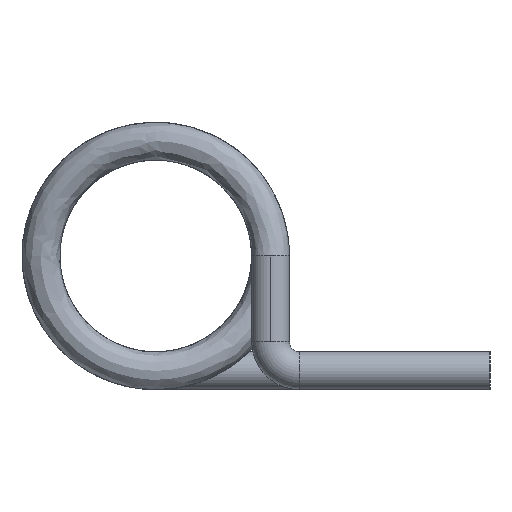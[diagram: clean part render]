
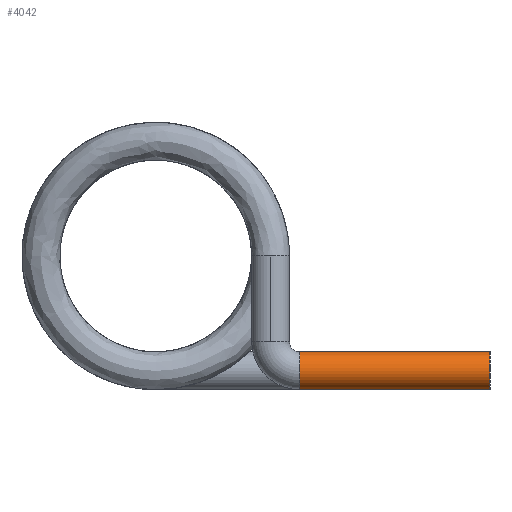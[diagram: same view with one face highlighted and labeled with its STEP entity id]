
A CAD part, left-side view. The second image highlights one B-rep face of the part: STEP entity #4042.
In plain terms, the highlighted cylindrical face has radius 0.645 mm (diameter 1.29 mm), a partial arc.
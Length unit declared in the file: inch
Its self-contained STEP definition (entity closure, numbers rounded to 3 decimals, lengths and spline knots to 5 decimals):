
#109 = DIRECTION ( 'NONE',  ( 0., -1., 0. ) ) ;
#135 = VERTEX_POINT ( 'NONE', #3101 ) ;
#352 = VECTOR ( 'NONE', #109, 39.37008 ) ;
#381 = DIRECTION ( 'NONE',  ( 0., 0., -1. ) ) ;
#400 = FACE_OUTER_BOUND ( 'NONE', #1968, .T. ) ;
#419 = CARTESIAN_POINT ( 'NONE',  ( -0.75, -0.27, -0.18 ) ) ;
#464 = CYLINDRICAL_SURFACE ( 'NONE', #2565, 0.0254 ) ;
#574 = ORIENTED_EDGE ( 'NONE', *, *, #1243, .F. ) ;
#733 = CIRCLE ( 'NONE', #1444, 0.0254 ) ;
#744 = DIRECTION ( 'NONE',  ( 0., -1., 0. ) ) ;
#944 = ORIENTED_EDGE ( 'NONE', *, *, #3963, .T. ) ;
#1069 = CARTESIAN_POINT ( 'NONE',  ( -0.75, -0.01397, -0.1292 ) ) ;
#1154 = AXIS2_PLACEMENT_3D ( 'NONE', #4403, #4046, #2306 ) ;
#1243 = EDGE_CURVE ( 'NONE', #135, #2146, #733, .T. ) ;
#1259 = DIRECTION ( 'NONE',  ( 0., -1., 0. ) ) ;
#1305 = VERTEX_POINT ( 'NONE', #1069 ) ;
#1356 = VECTOR ( 'NONE', #1823, 39.37008 ) ;
#1444 = AXIS2_PLACEMENT_3D ( 'NONE', #4178, #744, #381 ) ;
#1623 = CARTESIAN_POINT ( 'NONE',  ( -0.75, -0.01397, -0.18 ) ) ;
#1677 = EDGE_CURVE ( 'NONE', #3875, #2146, #2192, .T. ) ;
#1788 = EDGE_CURVE ( 'NONE', #1305, #135, #4433, .T. ) ;
#1823 = DIRECTION ( 'NONE',  ( 0., -1., 0. ) ) ;
#1968 = EDGE_LOOP ( 'NONE', ( #2903, #944, #2025, #574 ) ) ;
#2025 = ORIENTED_EDGE ( 'NONE', *, *, #1677, .T. ) ;
#2146 = VERTEX_POINT ( 'NONE', #419 ) ;
#2192 = LINE ( 'NONE', #3206, #1356 ) ;
#2296 = CIRCLE ( 'NONE', #1154, 0.0254 ) ;
#2306 = DIRECTION ( 'NONE',  ( 0., 0., -1. ) ) ;
#2565 = AXIS2_PLACEMENT_3D ( 'NONE', #3700, #1259, #2660 ) ;
#2660 = DIRECTION ( 'NONE',  ( 0., 0., -1. ) ) ;
#2903 = ORIENTED_EDGE ( 'NONE', *, *, #1788, .F. ) ;
#3101 = CARTESIAN_POINT ( 'NONE',  ( -0.75, -0.27, -0.1292 ) ) ;
#3133 = CARTESIAN_POINT ( 'NONE',  ( -0.75, -0.01397, -0.1292 ) ) ;
#3206 = CARTESIAN_POINT ( 'NONE',  ( -0.75, -0.01397, -0.18 ) ) ;
#3700 = CARTESIAN_POINT ( 'NONE',  ( -0.75, -0.01397, -0.1546 ) ) ;
#3875 = VERTEX_POINT ( 'NONE', #1623 ) ;
#3963 = EDGE_CURVE ( 'NONE', #1305, #3875, #2296, .T. ) ;
#4042 = ADVANCED_FACE ( 'NONE', ( #400 ), #464, .T. ) ;
#4046 = DIRECTION ( 'NONE',  ( 0., -1., 0. ) ) ;
#4178 = CARTESIAN_POINT ( 'NONE',  ( -0.75, -0.27, -0.1546 ) ) ;
#4403 = CARTESIAN_POINT ( 'NONE',  ( -0.75, -0.01397, -0.1546 ) ) ;
#4433 = LINE ( 'NONE', #3133, #352 ) ;
